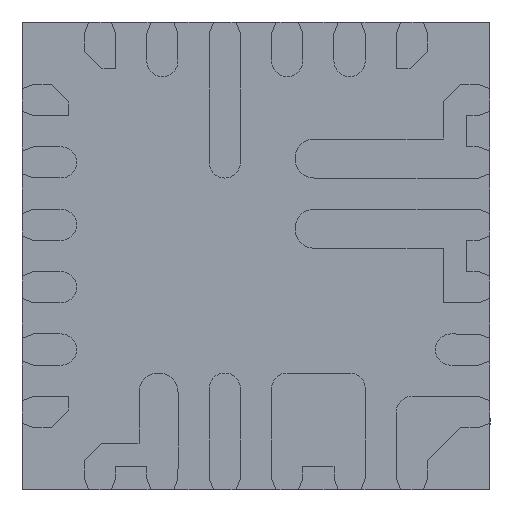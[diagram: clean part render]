
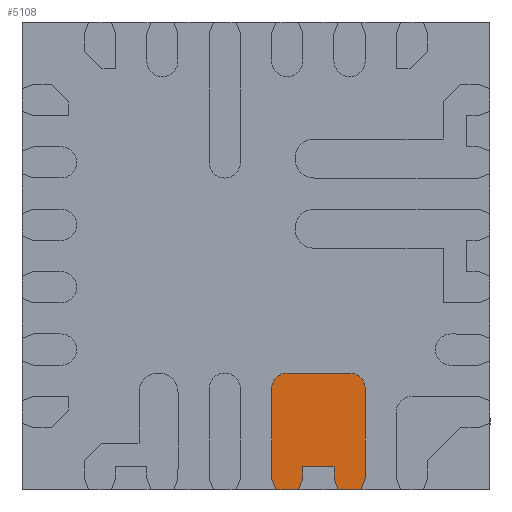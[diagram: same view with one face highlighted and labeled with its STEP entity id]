
A CAD part, front view. The second image highlights one B-rep face of the part: STEP entity #5108.
In plain terms, the highlighted planar face has unit normal (0, -1, 0).
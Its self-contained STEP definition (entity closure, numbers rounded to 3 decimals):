
#3 = EDGE_CURVE ( 'NONE', #4168, #7338, #1590, .T. ) ;
#463 = LINE ( 'NONE', #8110, #8351 ) ;
#637 = DIRECTION ( 'NONE',  ( 0., 0., -1. ) ) ;
#853 = VERTEX_POINT ( 'NONE', #14819 ) ;
#1171 = VECTOR ( 'NONE', #8210, 1000. ) ;
#1284 = ORIENTED_EDGE ( 'NONE', *, *, #3, .F. ) ;
#1387 = LINE ( 'NONE', #12013, #12639 ) ;
#1490 = ORIENTED_EDGE ( 'NONE', *, *, #14918, .F. ) ;
#1502 = CARTESIAN_POINT ( 'NONE',  ( 0.1, 0., -0.85 ) ) ;
#1590 = LINE ( 'NONE', #1502, #1171 ) ;
#1600 = DIRECTION ( 'NONE',  ( 0., 0., -1. ) ) ;
#1712 = ORIENTED_EDGE ( 'NONE', *, *, #4126, .F. ) ;
#1903 = CARTESIAN_POINT ( 'NONE',  ( 0.7, 0., -1.425 ) ) ;
#1998 = VERTEX_POINT ( 'NONE', #3132 ) ;
#2198 = VECTOR ( 'NONE', #2595, 1000. ) ;
#2219 = ORIENTED_EDGE ( 'NONE', *, *, #6057, .F. ) ;
#2425 = AXIS2_PLACEMENT_3D ( 'NONE', #13949, #4616, #10023 ) ;
#2595 = DIRECTION ( 'NONE',  ( -1., 0., 0. ) ) ;
#3132 = CARTESIAN_POINT ( 'NONE',  ( 0.6, 0., -0.75 ) ) ;
#3343 = EDGE_CURVE ( 'NONE', #14672, #15880, #6825, .T. ) ;
#3553 = CARTESIAN_POINT ( 'NONE',  ( 0.2, 0., -0.75 ) ) ;
#3786 = VECTOR ( 'NONE', #6630, 1000. ) ;
#3892 = VERTEX_POINT ( 'NONE', #15529 ) ;
#4021 = VERTEX_POINT ( 'NONE', #12890 ) ;
#4126 = EDGE_CURVE ( 'NONE', #3892, #4021, #6930, .T. ) ;
#4168 = VERTEX_POINT ( 'NONE', #5893 ) ;
#4200 = CARTESIAN_POINT ( 'NONE',  ( 0.527, 0., -1.5 ) ) ;
#4231 = LINE ( 'NONE', #9634, #2198 ) ;
#4325 = CARTESIAN_POINT ( 'NONE',  ( 0.673, 0., -1.5 ) ) ;
#4337 = VECTOR ( 'NONE', #15038, 1000. ) ;
#4616 = DIRECTION ( 'NONE',  ( 0., 1., 0. ) ) ;
#5063 = CARTESIAN_POINT ( 'NONE',  ( 0.3, 0., -1.425 ) ) ;
#5108 = ADVANCED_FACE ( 'NONE', ( #13611 ), #6982, .T. ) ;
#5284 = LINE ( 'NONE', #14644, #8653 ) ;
#5319 = EDGE_CURVE ( 'NONE', #14971, #16547, #1387, .T. ) ;
#5834 = CARTESIAN_POINT ( 'NONE',  ( 0.5, 0., -1.425 ) ) ;
#5851 = DIRECTION ( 'NONE',  ( 0., 0., -1. ) ) ;
#5893 = CARTESIAN_POINT ( 'NONE',  ( 0.1, 0., -1.425 ) ) ;
#5958 = ORIENTED_EDGE ( 'NONE', *, *, #16859, .F. ) ;
#6015 = ORIENTED_EDGE ( 'NONE', *, *, #11104, .F. ) ;
#6031 = CARTESIAN_POINT ( 'NONE',  ( 0.3, 0., -1.35 ) ) ;
#6057 = EDGE_CURVE ( 'NONE', #4021, #14971, #14601, .T. ) ;
#6136 = EDGE_CURVE ( 'NONE', #16547, #14672, #16592, .T. ) ;
#6304 = CARTESIAN_POINT ( 'NONE',  ( 0.6, 0., -0.75 ) ) ;
#6580 = CARTESIAN_POINT ( 'NONE',  ( 0.127, 0., -1.5 ) ) ;
#6630 = DIRECTION ( 'NONE',  ( -0.342, 0., 0.94 ) ) ;
#6825 = LINE ( 'NONE', #16173, #9809 ) ;
#6930 = LINE ( 'NONE', #4325, #16233 ) ;
#6982 = PLANE ( 'NONE',  #17109 ) ;
#7121 = CARTESIAN_POINT ( 'NONE',  ( 0.5, 0., -1.35 ) ) ;
#7338 = VERTEX_POINT ( 'NONE', #7988 ) ;
#7349 = LINE ( 'NONE', #6304, #12262 ) ;
#7465 = VECTOR ( 'NONE', #15183, 1000. ) ;
#7571 = CIRCLE ( 'NONE', #9262, 0.1 ) ;
#7988 = CARTESIAN_POINT ( 'NONE',  ( 0.1, 0., -0.85 ) ) ;
#8110 = CARTESIAN_POINT ( 'NONE',  ( 0.7, 0., -1.425 ) ) ;
#8210 = DIRECTION ( 'NONE',  ( 0., 0., 1. ) ) ;
#8351 = VECTOR ( 'NONE', #12289, 1000. ) ;
#8416 = ORIENTED_EDGE ( 'NONE', *, *, #9615, .F. ) ;
#8653 = VECTOR ( 'NONE', #12818, 1000. ) ;
#8758 = ORIENTED_EDGE ( 'NONE', *, *, #12079, .F. ) ;
#8850 = ORIENTED_EDGE ( 'NONE', *, *, #5319, .F. ) ;
#9130 = LINE ( 'NONE', #13138, #17195 ) ;
#9262 = AXIS2_PLACEMENT_3D ( 'NONE', #10988, #12391, #5851 ) ;
#9615 = EDGE_CURVE ( 'NONE', #15880, #14728, #5284, .T. ) ;
#9634 = CARTESIAN_POINT ( 'NONE',  ( 0.273, 0., -1.5 ) ) ;
#9689 = DIRECTION ( 'NONE',  ( 0., -1., 0. ) ) ;
#9809 = VECTOR ( 'NONE', #1600, 1000. ) ;
#10023 = DIRECTION ( 'NONE',  ( 0., 0., -1. ) ) ;
#10053 = VERTEX_POINT ( 'NONE', #15936 ) ;
#10769 = ORIENTED_EDGE ( 'NONE', *, *, #15526, .F. ) ;
#10883 = ORIENTED_EDGE ( 'NONE', *, *, #13263, .F. ) ;
#10988 = CARTESIAN_POINT ( 'NONE',  ( 0.6, 0., -0.85 ) ) ;
#11044 = LINE ( 'NONE', #1903, #7465 ) ;
#11104 = EDGE_CURVE ( 'NONE', #853, #3892, #463, .T. ) ;
#11486 = ORIENTED_EDGE ( 'NONE', *, *, #16615, .F. ) ;
#12013 = CARTESIAN_POINT ( 'NONE',  ( 0.5, 0., -1.35 ) ) ;
#12079 = EDGE_CURVE ( 'NONE', #16708, #1998, #7349, .T. ) ;
#12262 = VECTOR ( 'NONE', #15323, 1000. ) ;
#12289 = DIRECTION ( 'NONE',  ( -0.342, 0., -0.94 ) ) ;
#12300 = CARTESIAN_POINT ( 'NONE',  ( 0.3, 0., -1.35 ) ) ;
#12391 = DIRECTION ( 'NONE',  ( 0., 1., 0. ) ) ;
#12559 = CARTESIAN_POINT ( 'NONE',  ( 0.6, 0., -0.85 ) ) ;
#12639 = VECTOR ( 'NONE', #15890, 1000. ) ;
#12818 = DIRECTION ( 'NONE',  ( -0.342, 0., -0.94 ) ) ;
#12890 = CARTESIAN_POINT ( 'NONE',  ( 0.527, 0., -1.5 ) ) ;
#13138 = CARTESIAN_POINT ( 'NONE',  ( 0.127, 0., -1.5 ) ) ;
#13263 = EDGE_CURVE ( 'NONE', #1998, #10053, #7571, .T. ) ;
#13611 = FACE_OUTER_BOUND ( 'NONE', #14834, .T. ) ;
#13949 = CARTESIAN_POINT ( 'NONE',  ( 0.2, 0., -0.85 ) ) ;
#14002 = VERTEX_POINT ( 'NONE', #6580 ) ;
#14120 = CIRCLE ( 'NONE', #2425, 0.1 ) ;
#14520 = ORIENTED_EDGE ( 'NONE', *, *, #3343, .F. ) ;
#14601 = LINE ( 'NONE', #4200, #3786 ) ;
#14644 = CARTESIAN_POINT ( 'NONE',  ( 0.3, 0., -1.425 ) ) ;
#14672 = VERTEX_POINT ( 'NONE', #6031 ) ;
#14728 = VERTEX_POINT ( 'NONE', #15646 ) ;
#14819 = CARTESIAN_POINT ( 'NONE',  ( 0.7, 0., -1.425 ) ) ;
#14834 = EDGE_LOOP ( 'NONE', ( #10769, #5958, #8416, #14520, #16303, #8850, #2219, #1712, #6015, #11486, #10883, #8758, #1490, #1284 ) ) ;
#14918 = EDGE_CURVE ( 'NONE', #7338, #16708, #14120, .T. ) ;
#14971 = VERTEX_POINT ( 'NONE', #5834 ) ;
#14985 = DIRECTION ( 'NONE',  ( -1., 0., 0. ) ) ;
#15038 = DIRECTION ( 'NONE',  ( -1., 0., 0. ) ) ;
#15183 = DIRECTION ( 'NONE',  ( 0., 0., -1. ) ) ;
#15323 = DIRECTION ( 'NONE',  ( 1., 0., 0. ) ) ;
#15526 = EDGE_CURVE ( 'NONE', #14002, #4168, #9130, .T. ) ;
#15529 = CARTESIAN_POINT ( 'NONE',  ( 0.673, 0., -1.5 ) ) ;
#15646 = CARTESIAN_POINT ( 'NONE',  ( 0.273, 0., -1.5 ) ) ;
#15880 = VERTEX_POINT ( 'NONE', #5063 ) ;
#15890 = DIRECTION ( 'NONE',  ( 0., 0., 1. ) ) ;
#15936 = CARTESIAN_POINT ( 'NONE',  ( 0.7, 0., -0.85 ) ) ;
#16173 = CARTESIAN_POINT ( 'NONE',  ( 0.3, 0., -1.425 ) ) ;
#16233 = VECTOR ( 'NONE', #14985, 1000. ) ;
#16303 = ORIENTED_EDGE ( 'NONE', *, *, #6136, .F. ) ;
#16547 = VERTEX_POINT ( 'NONE', #7121 ) ;
#16592 = LINE ( 'NONE', #12300, #4337 ) ;
#16615 = EDGE_CURVE ( 'NONE', #10053, #853, #11044, .T. ) ;
#16708 = VERTEX_POINT ( 'NONE', #3553 ) ;
#16728 = DIRECTION ( 'NONE',  ( -0.342, 0., 0.94 ) ) ;
#16859 = EDGE_CURVE ( 'NONE', #14728, #14002, #4231, .T. ) ;
#17109 = AXIS2_PLACEMENT_3D ( 'NONE', #12559, #9689, #637 ) ;
#17195 = VECTOR ( 'NONE', #16728, 1000. ) ;
